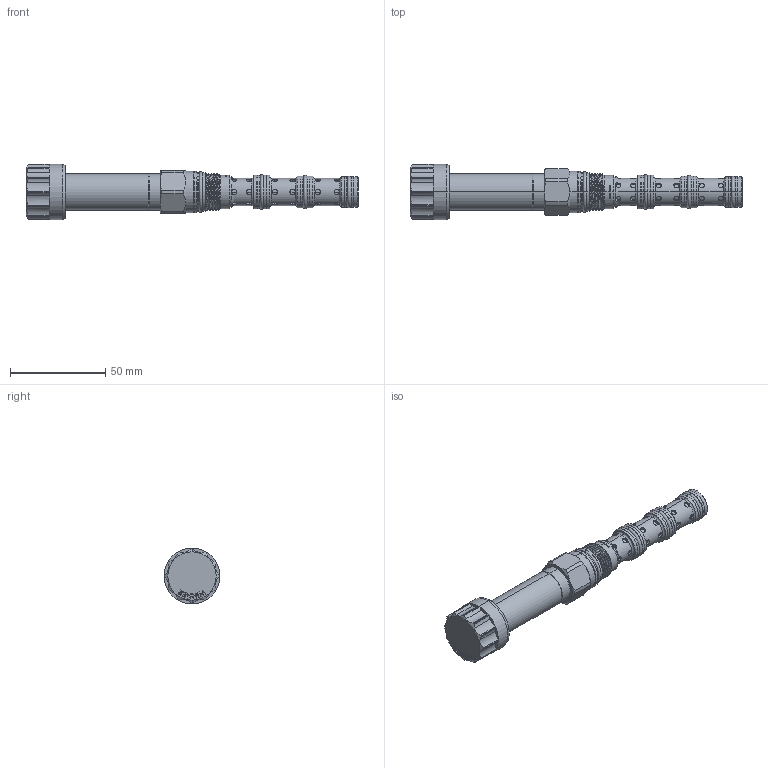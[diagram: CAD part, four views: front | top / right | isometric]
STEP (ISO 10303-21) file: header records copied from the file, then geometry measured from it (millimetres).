
FILE_DESCRIPTION (( 'STEP AP203' ), '1' );
FILE_NAME ('ES31A4D34AP04.STEP', '2024-10-29T03:14:51', ( '' ), ( '' ), 'SwSTEP 2.0', 'SolidWorks 2018', '' );
FILE_SCHEMA (( 'CONFIG_CONTROL_DESIGN' ));
Length unit declared in the file: millimetre
Products named in the file (1): ES31A4D34AP04
Bounding box: 174.61 x 29.2 x 29.2 mm (x, y, z)
Volume: 51507.4 mm3; surface area: 14259.3 mm2
Topology: 1 solids, 1 shells, 461 faces, 1139 edges, 738 vertices
Faces by surface type: cylinder 267, plane 122, cone 42, torus 22, bspline 8
Entity records: 18610 total; most frequent: CARTESIAN_POINT 7904, ORIENTED_EDGE 2278, DIRECTION 2108, EDGE_CURVE 1139, AXIS2_PLACEMENT_3D 822, VERTEX_POINT 738, EDGE_LOOP 519, LINE 464
